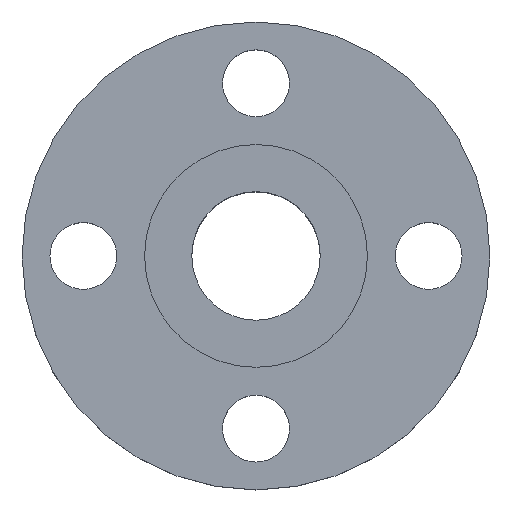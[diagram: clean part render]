
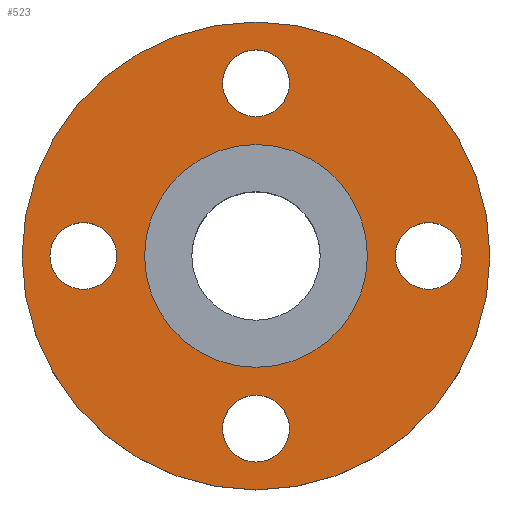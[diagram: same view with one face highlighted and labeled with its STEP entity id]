
A CAD part, top view. The second image highlights one B-rep face of the part: STEP entity #523.
In plain terms, the highlighted planar face has unit normal (0, 0, 1).
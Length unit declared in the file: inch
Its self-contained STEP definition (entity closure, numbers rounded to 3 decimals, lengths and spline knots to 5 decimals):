
#23 = DIRECTION ( 'NONE',  ( 0., -1., 0. ) ) ;
#24 = AXIS2_PLACEMENT_3D ( 'NONE', #859, #588, #649 ) ;
#48 = EDGE_CURVE ( 'NONE', #256, #596, #231, .T. ) ;
#71 = EDGE_CURVE ( 'NONE', #462, #405, #186, .T. ) ;
#81 = VERTEX_POINT ( 'NONE', #658 ) ;
#83 = VERTEX_POINT ( 'NONE', #787 ) ;
#103 = EDGE_CURVE ( 'NONE', #596, #256, #389, .T. ) ;
#117 = FACE_BOUND ( 'NONE', #263, .T. ) ;
#118 = DIRECTION ( 'NONE',  ( 0., 0., 1. ) ) ;
#123 = EDGE_CURVE ( 'NONE', #595, #761, #267, .T. ) ;
#128 = AXIS2_PLACEMENT_3D ( 'NONE', #735, #487, #23 ) ;
#129 = DIRECTION ( 'NONE',  ( 0., 0., 1. ) ) ;
#131 = CARTESIAN_POINT ( 'NONE',  ( -1.9375, 0., -0.0625 ) ) ;
#137 = CARTESIAN_POINT ( 'NONE',  ( 2.625, 0., -0.0625 ) ) ;
#149 = EDGE_LOOP ( 'NONE', ( #286, #249 ) ) ;
#157 = AXIS2_PLACEMENT_3D ( 'NONE', #716, #848, #341 ) ;
#159 = AXIS2_PLACEMENT_3D ( 'NONE', #572, #839, #555 ) ;
#164 = EDGE_CURVE ( 'NONE', #405, #462, #304, .T. ) ;
#165 = ORIENTED_EDGE ( 'NONE', *, *, #164, .F. ) ;
#166 = ORIENTED_EDGE ( 'NONE', *, *, #454, .F. ) ;
#186 = CIRCLE ( 'NONE', #653, 0.375 ) ;
#190 = DIRECTION ( 'NONE',  ( 0., 0., 1. ) ) ;
#195 = PLANE ( 'NONE',  #157 ) ;
#197 = EDGE_LOOP ( 'NONE', ( #789, #715 ) ) ;
#215 = AXIS2_PLACEMENT_3D ( 'NONE', #291, #545, #471 ) ;
#231 = CIRCLE ( 'NONE', #706, 0.375 ) ;
#238 = EDGE_CURVE ( 'NONE', #83, #274, #494, .T. ) ;
#246 = CARTESIAN_POINT ( 'NONE',  ( -1.5625, 0., -0.0625 ) ) ;
#249 = ORIENTED_EDGE ( 'NONE', *, *, #103, .F. ) ;
#251 = CARTESIAN_POINT ( 'NONE',  ( -2.625, 0., -0.0625 ) ) ;
#256 = VERTEX_POINT ( 'NONE', #598 ) ;
#257 = CIRCLE ( 'NONE', #24, 0.375 ) ;
#258 = DIRECTION ( 'NONE',  ( 0., 1., 0. ) ) ;
#260 = FACE_BOUND ( 'NONE', #378, .T. ) ;
#263 = EDGE_LOOP ( 'NONE', ( #532, #684 ) ) ;
#267 = CIRCLE ( 'NONE', #642, 2.625 ) ;
#268 = CARTESIAN_POINT ( 'NONE',  ( 0., 0., -0.0625 ) ) ;
#273 = DIRECTION ( 'NONE',  ( 0., 0., 1. ) ) ;
#274 = VERTEX_POINT ( 'NONE', #356 ) ;
#286 = ORIENTED_EDGE ( 'NONE', *, *, #48, .F. ) ;
#291 = CARTESIAN_POINT ( 'NONE',  ( 0., 0., -0.0625 ) ) ;
#304 = CIRCLE ( 'NONE', #128, 0.375 ) ;
#307 = CARTESIAN_POINT ( 'NONE',  ( 0., 0., -0.0625 ) ) ;
#320 = DIRECTION ( 'NONE',  ( 0., -1., 0. ) ) ;
#325 = ORIENTED_EDGE ( 'NONE', *, *, #71, .F. ) ;
#327 = CARTESIAN_POINT ( 'NONE',  ( 0., -1.9375, -0.0625 ) ) ;
#339 = EDGE_LOOP ( 'NONE', ( #165, #325 ) ) ;
#341 = DIRECTION ( 'NONE',  ( -1., 0., 0. ) ) ;
#349 = AXIS2_PLACEMENT_3D ( 'NONE', #327, #273, #258 ) ;
#351 = ORIENTED_EDGE ( 'NONE', *, *, #238, .F. ) ;
#356 = CARTESIAN_POINT ( 'NONE',  ( -1.25, 0., -0.0625 ) ) ;
#378 = EDGE_LOOP ( 'NONE', ( #351, #672 ) ) ;
#382 = FACE_BOUND ( 'NONE', #149, .T. ) ;
#384 = EDGE_CURVE ( 'NONE', #81, #679, #732, .T. ) ;
#389 = CIRCLE ( 'NONE', #349, 0.375 ) ;
#394 = EDGE_CURVE ( 'NONE', #761, #595, #627, .T. ) ;
#405 = VERTEX_POINT ( 'NONE', #553 ) ;
#418 = VERTEX_POINT ( 'NONE', #825 ) ;
#439 = DIRECTION ( 'NONE',  ( -1., 0., 0. ) ) ;
#444 = DIRECTION ( 'NONE',  ( 1., 0., 0. ) ) ;
#454 = EDGE_CURVE ( 'NONE', #418, #690, #550, .T. ) ;
#462 = VERTEX_POINT ( 'NONE', #647 ) ;
#463 = AXIS2_PLACEMENT_3D ( 'NONE', #801, #748, #534 ) ;
#471 = DIRECTION ( 'NONE',  ( 1., 0., 0. ) ) ;
#478 = EDGE_LOOP ( 'NONE', ( #852, #166 ) ) ;
#480 = EDGE_CURVE ( 'NONE', #690, #418, #257, .T. ) ;
#487 = DIRECTION ( 'NONE',  ( 0., 0., 1. ) ) ;
#493 = AXIS2_PLACEMENT_3D ( 'NONE', #637, #118, #439 ) ;
#494 = CIRCLE ( 'NONE', #215, 1.25 ) ;
#515 = FACE_OUTER_BOUND ( 'NONE', #197, .T. ) ;
#519 = DIRECTION ( 'NONE',  ( 0., 1., 0. ) ) ;
#523 = ADVANCED_FACE ( 'NONE', ( #710, #117, #382, #845, #260, #515 ), #195, .F. ) ;
#532 = ORIENTED_EDGE ( 'NONE', *, *, #817, .F. ) ;
#534 = DIRECTION ( 'NONE',  ( 1., 0., 0. ) ) ;
#545 = DIRECTION ( 'NONE',  ( 0., 0., 1. ) ) ;
#550 = CIRCLE ( 'NONE', #654, 0.375 ) ;
#553 = CARTESIAN_POINT ( 'NONE',  ( 0.375, 1.9375, -0.0625 ) ) ;
#555 = DIRECTION ( 'NONE',  ( -1., 0., 0. ) ) ;
#562 = EDGE_CURVE ( 'NONE', #274, #83, #584, .T. ) ;
#572 = CARTESIAN_POINT ( 'NONE',  ( 1.9375, 0., -0.0625 ) ) ;
#574 = DIRECTION ( 'NONE',  ( 0., 0., 1. ) ) ;
#578 = AXIS2_PLACEMENT_3D ( 'NONE', #307, #190, #444 ) ;
#584 = CIRCLE ( 'NONE', #463, 1.25 ) ;
#588 = DIRECTION ( 'NONE',  ( 0., 0., 1. ) ) ;
#589 = DIRECTION ( 'NONE',  ( 1., 0., 0. ) ) ;
#595 = VERTEX_POINT ( 'NONE', #137 ) ;
#596 = VERTEX_POINT ( 'NONE', #656 ) ;
#598 = CARTESIAN_POINT ( 'NONE',  ( 0.375, -1.9375, -0.0625 ) ) ;
#627 = CIRCLE ( 'NONE', #578, 2.625 ) ;
#637 = CARTESIAN_POINT ( 'NONE',  ( 1.9375, 0., -0.0625 ) ) ;
#641 = CARTESIAN_POINT ( 'NONE',  ( 0., 1.9375, -0.0625 ) ) ;
#642 = AXIS2_PLACEMENT_3D ( 'NONE', #268, #718, #589 ) ;
#647 = CARTESIAN_POINT ( 'NONE',  ( -0.375, 1.9375, -0.0625 ) ) ;
#649 = DIRECTION ( 'NONE',  ( 1., 0., 0. ) ) ;
#653 = AXIS2_PLACEMENT_3D ( 'NONE', #641, #855, #320 ) ;
#654 = AXIS2_PLACEMENT_3D ( 'NONE', #131, #574, #713 ) ;
#656 = CARTESIAN_POINT ( 'NONE',  ( -0.375, -1.9375, -0.0625 ) ) ;
#658 = CARTESIAN_POINT ( 'NONE',  ( 1.5625, 0., -0.0625 ) ) ;
#672 = ORIENTED_EDGE ( 'NONE', *, *, #562, .F. ) ;
#679 = VERTEX_POINT ( 'NONE', #762 ) ;
#684 = ORIENTED_EDGE ( 'NONE', *, *, #384, .F. ) ;
#690 = VERTEX_POINT ( 'NONE', #246 ) ;
#706 = AXIS2_PLACEMENT_3D ( 'NONE', #785, #129, #519 ) ;
#710 = FACE_BOUND ( 'NONE', #339, .T. ) ;
#713 = DIRECTION ( 'NONE',  ( 1., 0., 0. ) ) ;
#715 = ORIENTED_EDGE ( 'NONE', *, *, #394, .T. ) ;
#716 = CARTESIAN_POINT ( 'NONE',  ( 0., 1.25, -0.0625 ) ) ;
#718 = DIRECTION ( 'NONE',  ( 0., 0., 1. ) ) ;
#732 = CIRCLE ( 'NONE', #159, 0.375 ) ;
#735 = CARTESIAN_POINT ( 'NONE',  ( 0., 1.9375, -0.0625 ) ) ;
#748 = DIRECTION ( 'NONE',  ( 0., 0., 1. ) ) ;
#761 = VERTEX_POINT ( 'NONE', #251 ) ;
#762 = CARTESIAN_POINT ( 'NONE',  ( 2.3125, 0., -0.0625 ) ) ;
#785 = CARTESIAN_POINT ( 'NONE',  ( 0., -1.9375, -0.0625 ) ) ;
#787 = CARTESIAN_POINT ( 'NONE',  ( 1.25, 0., -0.0625 ) ) ;
#789 = ORIENTED_EDGE ( 'NONE', *, *, #123, .T. ) ;
#797 = CIRCLE ( 'NONE', #493, 0.375 ) ;
#801 = CARTESIAN_POINT ( 'NONE',  ( 0., 0., -0.0625 ) ) ;
#817 = EDGE_CURVE ( 'NONE', #679, #81, #797, .T. ) ;
#825 = CARTESIAN_POINT ( 'NONE',  ( -2.3125, 0., -0.0625 ) ) ;
#839 = DIRECTION ( 'NONE',  ( 0., 0., 1. ) ) ;
#845 = FACE_BOUND ( 'NONE', #478, .T. ) ;
#848 = DIRECTION ( 'NONE',  ( 0., 0., -1. ) ) ;
#852 = ORIENTED_EDGE ( 'NONE', *, *, #480, .F. ) ;
#855 = DIRECTION ( 'NONE',  ( 0., 0., 1. ) ) ;
#859 = CARTESIAN_POINT ( 'NONE',  ( -1.9375, 0., -0.0625 ) ) ;
